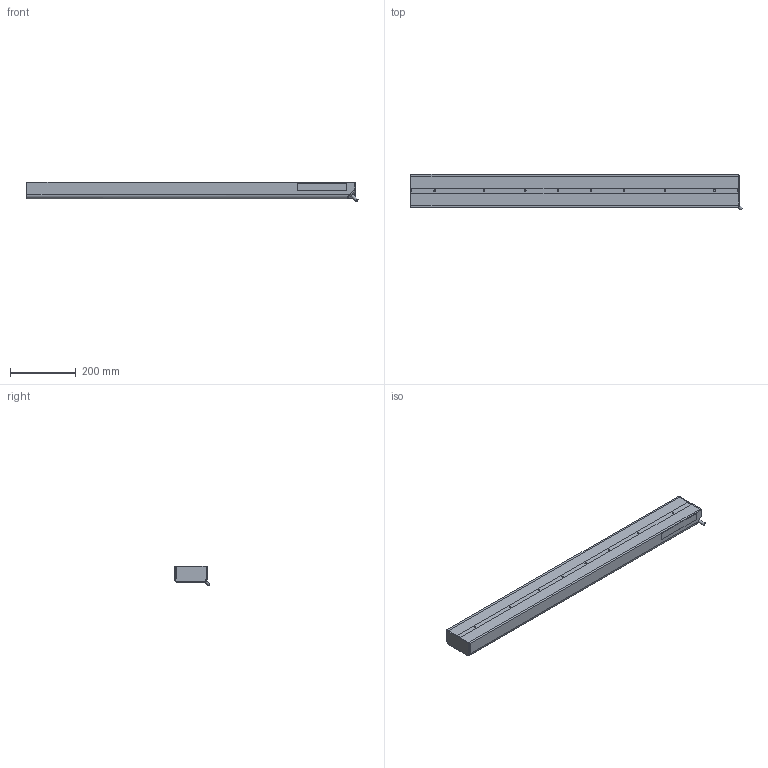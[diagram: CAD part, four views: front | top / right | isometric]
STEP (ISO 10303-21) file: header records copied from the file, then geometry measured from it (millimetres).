
FILE_DESCRIPTION(/* description */ (''),/* implementation_level */ '2;1');
FILE_NAME(/* name */ 'EHKAC10000 - Customer.stp',/* time_stamp */ '2014-03-05T09:01:35+01:00',/* author */ ('bs'),/* organization */ (''),/* preprocessor_version */ 'ST-DEVELOPER v15.2',/* originating_system */ 'Autodesk Inventor 2014',/* authorisation */ '');
FILE_SCHEMA (('AUTOMOTIVE_DESIGN { 1 0 10303 214 3 1 1 }'));
Length unit declared in the file: millimetre
Products named in the file (1): EHKAC10000 - Customer
Bounding box: 1008.6 x 108.33 x 58.32 mm (x, y, z)
Volume: 4924840.1 mm3; surface area: 412489.7 mm2
Topology: 1 solids, 1 shells, 241 faces, 570 edges, 378 vertices
Faces by surface type: plane 144, cylinder 64, cone 16, bspline 9, torus 8
Full cylindrical faces by diameter (mm): 4.917 x8, 6 x8, 6.6 x8, 6.647 x12, 7.5 x1, 9 x5, 12 x8
Entity records: 7575 total; most frequent: CARTESIAN_POINT 2170, DIRECTION 1037, ORIENTED_EDGE 924, EDGE_CURVE 462, AXIS2_PLACEMENT_3D 377, EDGE_LOOP 368, VERTEX_POINT 344, LINE 283
